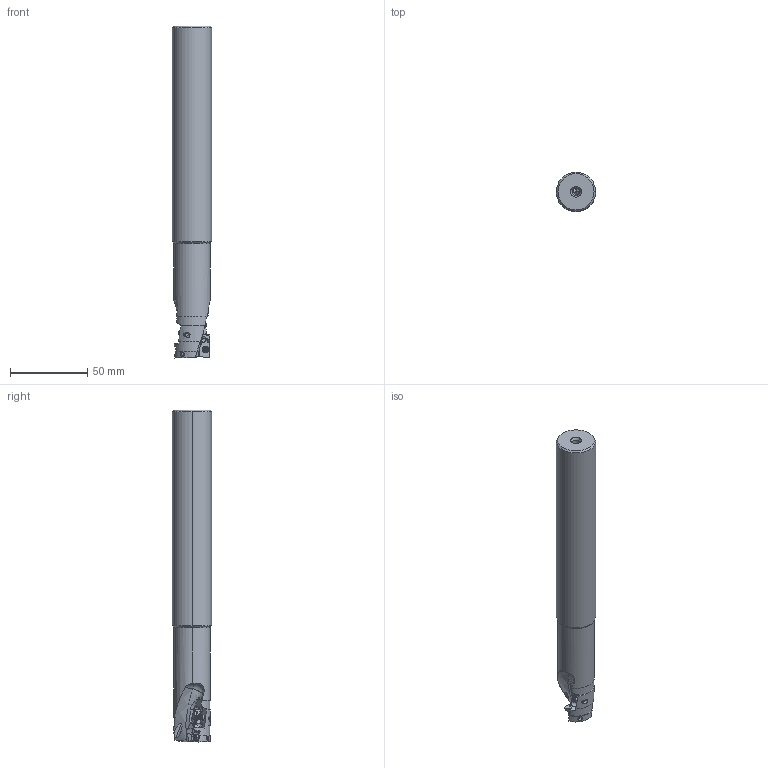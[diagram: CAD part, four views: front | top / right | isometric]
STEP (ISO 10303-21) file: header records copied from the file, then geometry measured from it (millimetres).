
FILE_DESCRIPTION(/* description */ (''),/* implementation_level */ '2;1');
FILE_NAME(/* name */ 'AQXUR164SA16L.stp',/* time_stamp */ '2021-09-08T11:42:25+09:00',/* author */ (''),/* organization */ (''),/* preprocessor_version */ 'ST-DEVELOPER v16',/* originating_system */ 'SIEMENS PLM Software NX 10.0',/* authorisation */ '');
FILE_SCHEMA (('AUTOMOTIVE_DESIGN { 1 0 10303 214 3 1 1 1 }'));
Length unit declared in the file: millimetre
Products named in the file (1): AQXUR164SA16L_ASM
Bounding box: 25.4 x 25.4 x 214.78 mm (x, y, z)
Volume: 93221.3 mm3; surface area: 21645.6 mm2
Topology: 5 solids, 5 shells, 356 faces, 1066 edges, 723 vertices
Faces by surface type: cylinder 137, plane 125, cone 63, torus 15, sphere 10, bspline 6
Entity records: 16143 total; most frequent: CARTESIAN_POINT 6552, ORIENTED_EDGE 2080, DIRECTION 1899, EDGE_CURVE 1040, AXIS2_PLACEMENT_3D 782, VERTEX_POINT 698, EDGE_LOOP 372, ADVANCED_FACE 356
